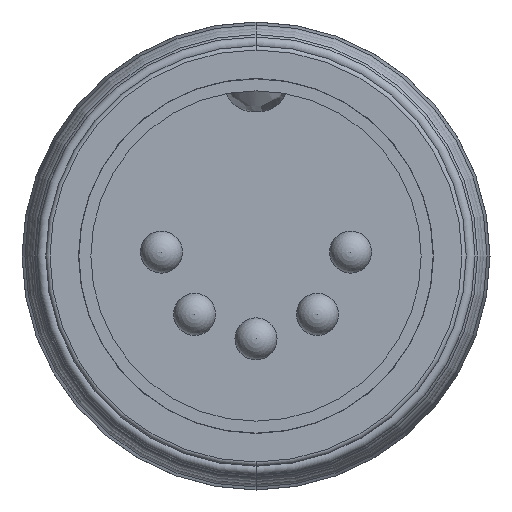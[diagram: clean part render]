
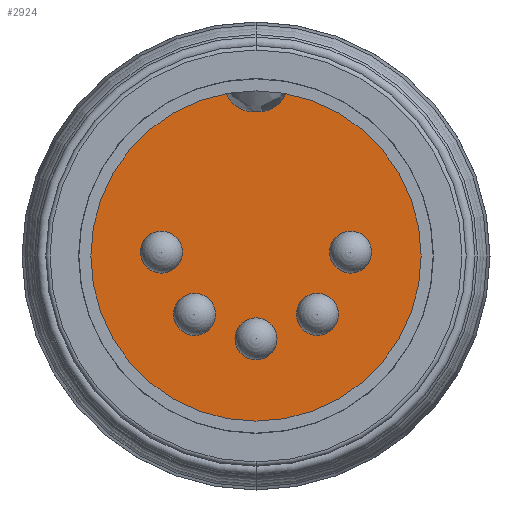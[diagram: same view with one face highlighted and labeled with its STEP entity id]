
A CAD part, front view. The second image highlights one B-rep face of the part: STEP entity #2924.
In plain terms, the highlighted face is planar.
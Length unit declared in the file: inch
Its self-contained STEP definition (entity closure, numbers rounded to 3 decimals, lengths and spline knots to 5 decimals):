
#164 = EDGE_LOOP ( 'NONE', ( #5081, #5923 ) ) ;
#171 = CARTESIAN_POINT ( 'NONE',  ( -0.15753, 0.0805, 0.04147 ) ) ;
#205 = CARTESIAN_POINT ( 'NONE',  ( -0.10224, 0.0805, -0.06219 ) ) ;
#209 = CIRCLE ( 'NONE', #1224, 0.035 ) ;
#218 = DIRECTION ( 'NONE',  ( 0., 0., -1. ) ) ;
#298 = EDGE_LOOP ( 'NONE', ( #3750, #1489 ) ) ;
#313 = EDGE_CURVE ( 'NONE', #1324, #2121, #5505, .T. ) ;
#343 = VERTEX_POINT ( 'NONE', #1428 ) ;
#374 = DIRECTION ( 'NONE',  ( 0., 1., 0. ) ) ;
#383 = CARTESIAN_POINT ( 'NONE',  ( -0.10224, 0.0805, -0.09719 ) ) ;
#422 = EDGE_CURVE ( 'NONE', #4834, #343, #1125, .T. ) ;
#519 = CIRCLE ( 'NONE', #2569, 0.035 ) ;
#661 = FACE_BOUND ( 'NONE', #3975, .T. ) ;
#717 = DIRECTION ( 'NONE',  ( 0., 0., 1. ) ) ;
#732 = DIRECTION ( 'NONE',  ( 0., 1., 0. ) ) ;
#747 = CARTESIAN_POINT ( 'NONE',  ( 0.15753, 0.0805, 0.00647 ) ) ;
#795 = FACE_BOUND ( 'NONE', #4805, .T. ) ;
#871 = DIRECTION ( 'NONE',  ( 0., 0., -1. ) ) ;
#883 = DIRECTION ( 'NONE',  ( 0., 1., 0. ) ) ;
#891 = CARTESIAN_POINT ( 'NONE',  ( -0.15753, 0.0805, 0.00647 ) ) ;
#1117 = CARTESIAN_POINT ( 'NONE',  ( 0., 0.0805, -0.173 ) ) ;
#1125 = CIRCLE ( 'NONE', #1325, 0.035 ) ;
#1168 = CIRCLE ( 'NONE', #2957, 0.275 ) ;
#1201 = CARTESIAN_POINT ( 'NONE',  ( 0.15753, 0.0805, 0.00647 ) ) ;
#1206 = DIRECTION ( 'NONE',  ( 0., 0., 1. ) ) ;
#1208 = AXIS2_PLACEMENT_3D ( 'NONE', #383, #374, #218 ) ;
#1219 = DIRECTION ( 'NONE',  ( 0., 1., 0. ) ) ;
#1224 = AXIS2_PLACEMENT_3D ( 'NONE', #5332, #5281, #5307 ) ;
#1283 = EDGE_CURVE ( 'NONE', #4419, #5474, #5809, .T. ) ;
#1298 = CIRCLE ( 'NONE', #1702, 0.275 ) ;
#1315 = EDGE_LOOP ( 'NONE', ( #5379, #1471 ) ) ;
#1324 = VERTEX_POINT ( 'NONE', #3523 ) ;
#1325 = AXIS2_PLACEMENT_3D ( 'NONE', #891, #883, #871 ) ;
#1428 = CARTESIAN_POINT ( 'NONE',  ( -0.15753, 0.0805, -0.02853 ) ) ;
#1439 = CARTESIAN_POINT ( 'NONE',  ( -0.10224, 0.0805, -0.13219 ) ) ;
#1471 = ORIENTED_EDGE ( 'NONE', *, *, #313, .F. ) ;
#1489 = ORIENTED_EDGE ( 'NONE', *, *, #3843, .F. ) ;
#1508 = AXIS2_PLACEMENT_3D ( 'NONE', #1554, #1541, #1528 ) ;
#1528 = DIRECTION ( 'NONE',  ( 0., 0., 1. ) ) ;
#1541 = DIRECTION ( 'NONE',  ( 0., 1., 0. ) ) ;
#1554 = CARTESIAN_POINT ( 'NONE',  ( 0.10224, 0.0805, -0.09719 ) ) ;
#1569 = VERTEX_POINT ( 'NONE', #1922 ) ;
#1676 = ORIENTED_EDGE ( 'NONE', *, *, #1283, .F. ) ;
#1702 = AXIS2_PLACEMENT_3D ( 'NONE', #3054, #3037, #2989 ) ;
#1797 = EDGE_CURVE ( 'NONE', #1569, #2796, #519, .T. ) ;
#1884 = FACE_BOUND ( 'NONE', #3103, .T. ) ;
#1922 = CARTESIAN_POINT ( 'NONE',  ( 0.15753, 0.0805, -0.02853 ) ) ;
#2121 = VERTEX_POINT ( 'NONE', #2225 ) ;
#2136 = EDGE_CURVE ( 'NONE', #4768, #2512, #4948, .T. ) ;
#2225 = CARTESIAN_POINT ( 'NONE',  ( 0.10224, 0.0805, -0.13219 ) ) ;
#2465 = DIRECTION ( 'NONE',  ( 0., 0., 1. ) ) ;
#2491 = DIRECTION ( 'NONE',  ( 0., 1., 0. ) ) ;
#2509 = CARTESIAN_POINT ( 'NONE',  ( 0., 0.0805, 0. ) ) ;
#2512 = VERTEX_POINT ( 'NONE', #205 ) ;
#2529 = CARTESIAN_POINT ( 'NONE',  ( 0., 0.0805, 0.275 ) ) ;
#2569 = AXIS2_PLACEMENT_3D ( 'NONE', #747, #732, #717 ) ;
#2682 = AXIS2_PLACEMENT_3D ( 'NONE', #1201, #1219, #1206 ) ;
#2796 = VERTEX_POINT ( 'NONE', #5537 ) ;
#2877 = DIRECTION ( 'NONE',  ( 0., 0., -1. ) ) ;
#2886 = DIRECTION ( 'NONE',  ( 0., 1., 0. ) ) ;
#2906 = CARTESIAN_POINT ( 'NONE',  ( -0.10224, 0.0805, -0.09719 ) ) ;
#2924 = ADVANCED_FACE ( 'NONE', ( #4384, #795, #3302, #3153, #1884, #661 ), #4079, .T. ) ;
#2957 = AXIS2_PLACEMENT_3D ( 'NONE', #2509, #2491, #2465 ) ;
#2989 = DIRECTION ( 'NONE',  ( 0., 0., 1. ) ) ;
#3021 = EDGE_CURVE ( 'NONE', #343, #4834, #5003, .T. ) ;
#3037 = DIRECTION ( 'NONE',  ( 0., 1., 0. ) ) ;
#3046 = DIRECTION ( 'NONE',  ( 0., 0., 1. ) ) ;
#3054 = CARTESIAN_POINT ( 'NONE',  ( 0., 0.0805, 0. ) ) ;
#3068 = DIRECTION ( 'NONE',  ( 0., 1., 0. ) ) ;
#3098 = CARTESIAN_POINT ( 'NONE',  ( 0., 0.0805, -0.138 ) ) ;
#3103 = EDGE_LOOP ( 'NONE', ( #5458, #4400 ) ) ;
#3153 = FACE_BOUND ( 'NONE', #1315, .T. ) ;
#3170 = AXIS2_PLACEMENT_3D ( 'NONE', #3098, #3068, #3046 ) ;
#3188 = DIRECTION ( 'NONE',  ( 0., 0., -1. ) ) ;
#3195 = DIRECTION ( 'NONE',  ( 0., 1., 0. ) ) ;
#3198 = AXIS2_PLACEMENT_3D ( 'NONE', #3203, #3195, #3188 ) ;
#3203 = CARTESIAN_POINT ( 'NONE',  ( -0.15753, 0.0805, 0.00647 ) ) ;
#3228 = ORIENTED_EDGE ( 'NONE', *, *, #5652, .F. ) ;
#3302 = FACE_OUTER_BOUND ( 'NONE', #164, .T. ) ;
#3469 = VERTEX_POINT ( 'NONE', #4232 ) ;
#3523 = CARTESIAN_POINT ( 'NONE',  ( 0.10224, 0.0805, -0.06219 ) ) ;
#3558 = DIRECTION ( 'NONE',  ( 0., 0., 1. ) ) ;
#3562 = DIRECTION ( 'NONE',  ( 0., 1., 0. ) ) ;
#3566 = CARTESIAN_POINT ( 'NONE',  ( 0., 0.0805, -0.138 ) ) ;
#3597 = AXIS2_PLACEMENT_3D ( 'NONE', #4074, #4054, #4046 ) ;
#3750 = ORIENTED_EDGE ( 'NONE', *, *, #2136, .F. ) ;
#3752 = ORIENTED_EDGE ( 'NONE', *, *, #4759, .F. ) ;
#3843 = EDGE_CURVE ( 'NONE', #2512, #4768, #5068, .T. ) ;
#3975 = EDGE_LOOP ( 'NONE', ( #3228, #1676 ) ) ;
#4046 = DIRECTION ( 'NONE',  ( 0., 0., 1. ) ) ;
#4054 = DIRECTION ( 'NONE',  ( 0., 1., 0. ) ) ;
#4074 = CARTESIAN_POINT ( 'NONE',  ( 0., 0.0805, 0. ) ) ;
#4079 = PLANE ( 'NONE',  #3597 ) ;
#4232 = CARTESIAN_POINT ( 'NONE',  ( 0., 0.0805, -0.275 ) ) ;
#4363 = EDGE_CURVE ( 'NONE', #2121, #1324, #209, .T. ) ;
#4384 = FACE_BOUND ( 'NONE', #298, .T. ) ;
#4400 = ORIENTED_EDGE ( 'NONE', *, *, #422, .F. ) ;
#4419 = VERTEX_POINT ( 'NONE', #5234 ) ;
#4624 = AXIS2_PLACEMENT_3D ( 'NONE', #3566, #3562, #3558 ) ;
#4759 = EDGE_CURVE ( 'NONE', #2796, #1569, #5789, .T. ) ;
#4768 = VERTEX_POINT ( 'NONE', #1439 ) ;
#4805 = EDGE_LOOP ( 'NONE', ( #5168, #3752 ) ) ;
#4834 = VERTEX_POINT ( 'NONE', #171 ) ;
#4948 = CIRCLE ( 'NONE', #1208, 0.035 ) ;
#5003 = CIRCLE ( 'NONE', #3198, 0.035 ) ;
#5054 = AXIS2_PLACEMENT_3D ( 'NONE', #2906, #2886, #2877 ) ;
#5068 = CIRCLE ( 'NONE', #5054, 0.035 ) ;
#5081 = ORIENTED_EDGE ( 'NONE', *, *, #5291, .T. ) ;
#5168 = ORIENTED_EDGE ( 'NONE', *, *, #1797, .F. ) ;
#5234 = CARTESIAN_POINT ( 'NONE',  ( 0., 0.0805, -0.103 ) ) ;
#5247 = EDGE_CURVE ( 'NONE', #3469, #5411, #1298, .T. ) ;
#5281 = DIRECTION ( 'NONE',  ( 0., 1., 0. ) ) ;
#5291 = EDGE_CURVE ( 'NONE', #5411, #3469, #1168, .T. ) ;
#5307 = DIRECTION ( 'NONE',  ( 0., 0., 1. ) ) ;
#5332 = CARTESIAN_POINT ( 'NONE',  ( 0.10224, 0.0805, -0.09719 ) ) ;
#5379 = ORIENTED_EDGE ( 'NONE', *, *, #4363, .F. ) ;
#5411 = VERTEX_POINT ( 'NONE', #2529 ) ;
#5458 = ORIENTED_EDGE ( 'NONE', *, *, #3021, .F. ) ;
#5474 = VERTEX_POINT ( 'NONE', #1117 ) ;
#5505 = CIRCLE ( 'NONE', #1508, 0.035 ) ;
#5537 = CARTESIAN_POINT ( 'NONE',  ( 0.15753, 0.0805, 0.04147 ) ) ;
#5652 = EDGE_CURVE ( 'NONE', #5474, #4419, #5711, .T. ) ;
#5711 = CIRCLE ( 'NONE', #3170, 0.035 ) ;
#5789 = CIRCLE ( 'NONE', #2682, 0.035 ) ;
#5809 = CIRCLE ( 'NONE', #4624, 0.035 ) ;
#5923 = ORIENTED_EDGE ( 'NONE', *, *, #5247, .T. ) ;
